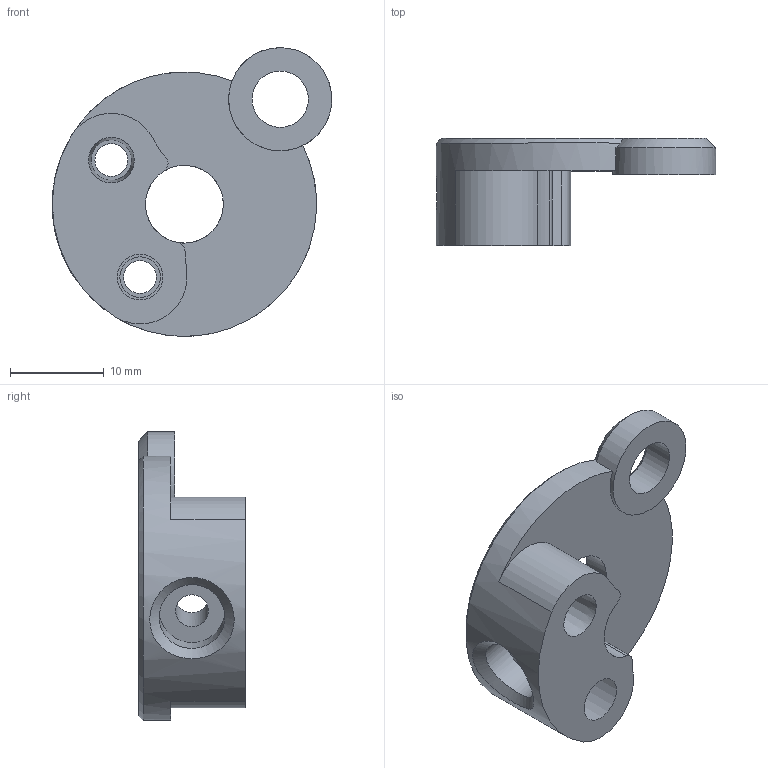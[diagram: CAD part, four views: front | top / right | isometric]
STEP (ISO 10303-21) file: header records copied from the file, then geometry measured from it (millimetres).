
FILE_DESCRIPTION(/* description */ (''),/* implementation_level */ '2;1');
FILE_NAME(/* name */ 'Cam PC1.step',/* time_stamp */ '2022-11-01T13:03:30-05:00',/* author */ (''),/* organization */ (''),/* preprocessor_version */ 'ST-DEVELOPER v19',/* originating_system */ 'Autodesk Translation Framework v11.7.0.108',/* authorisation */ '');
FILE_SCHEMA (('AUTOMOTIVE_DESIGN { 1 0 10303 214 3 1 1 }'));
Length unit declared in the file: millimetre
Products named in the file (1): Cam PC1
Bounding box: 29.82 x 11.41 x 30.79 mm (x, y, z)
Volume: 3006.9 mm3; surface area: 2641.9 mm2
Topology: 1 solids, 1 shells, 34 faces, 85 edges, 56 vertices
Faces by surface type: cylinder 15, plane 10, cone 8, bspline 1
Full cylindrical faces by diameter (mm): 3.5 x3, 6 x1, 7 x1, 7.5 x2, 8.3 x1, 11 x1
Entity records: 1299 total; most frequent: CARTESIAN_POINT 402, DIRECTION 187, ORIENTED_EDGE 170, EDGE_CURVE 85, AXIS2_PLACEMENT_3D 79, VERTEX_POINT 56, EDGE_LOOP 47, CIRCLE 45
